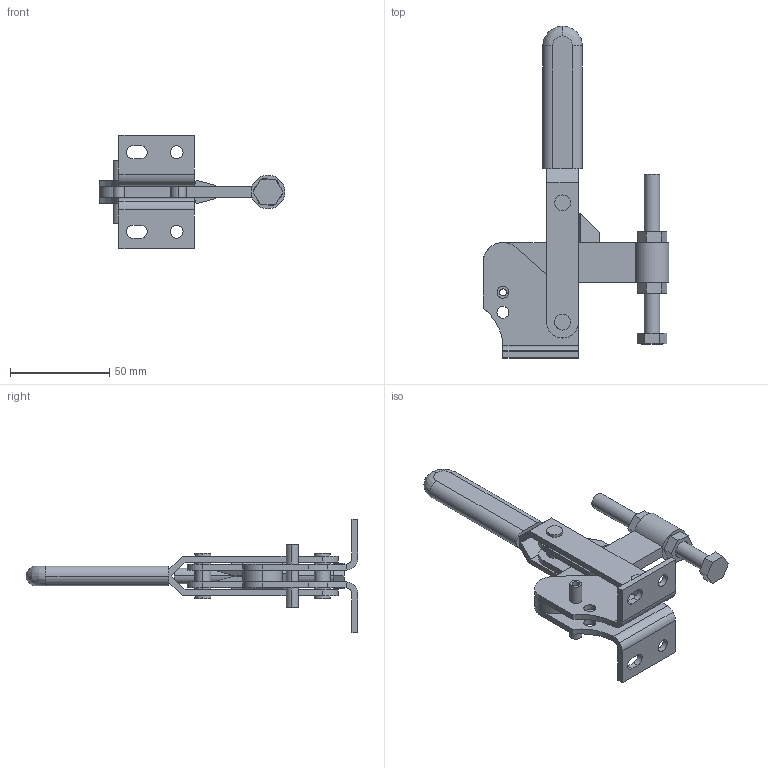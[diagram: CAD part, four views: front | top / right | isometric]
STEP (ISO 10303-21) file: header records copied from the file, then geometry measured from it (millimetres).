
FILE_DESCRIPTION((''),'2;1');
FILE_NAME('MG2SB.stp','2006-07-11T15:59:52',('Matthew'),(''),'Autodesk Inventor 8','Autodesk Inventor 8','');
FILE_SCHEMA(('AUTOMOTIVE_DESIGN { 1 0 10303 214 1 1 1 1 }'));
Length unit declared in the file: millimetre
Products named in the file (6): MG2SB; MG2SB1; MG2SB2; MG2SB3; MG2SB4; MG2SB5
Assembly tree (5 placements, depth 2):
  MG2SB
    MG2SB1
    MG2SB2
    MG2SB3
    MG2SB4
    MG2SB5
Bounding box: 93.5 x 167 x 57 mm (x, y, z)
Volume: 61410.7 mm3; surface area: 38303.6 mm2
Topology: 8 solids, 8 shells, 196 faces, 506 edges, 330 vertices
Faces by surface type: plane 70, cylinder 69, bspline 57
Entity records: 6777 total; most frequent: CARTESIAN_POINT 1774, ORIENTED_EDGE 1012, DIRECTION 1011, EDGE_CURVE 506, AXIS2_PLACEMENT_3D 355, VERTEX_POINT 330, VECTOR 301, LINE 301
